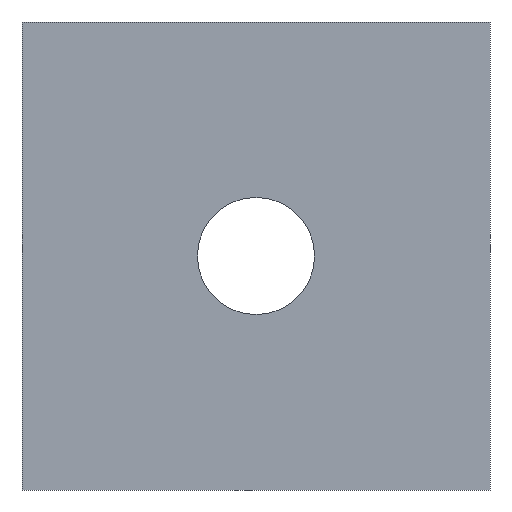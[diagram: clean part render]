
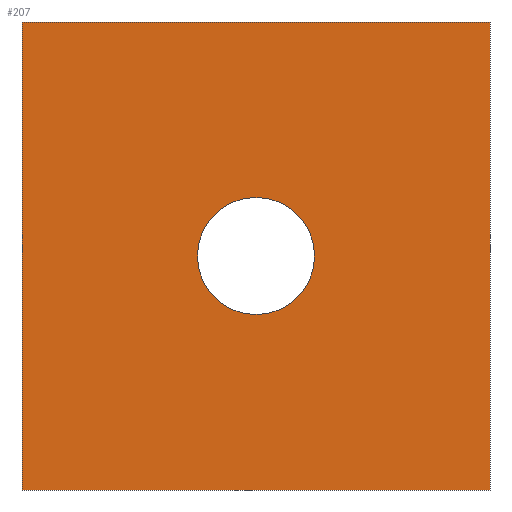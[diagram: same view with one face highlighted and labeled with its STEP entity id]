
A CAD part, front view. The second image highlights one B-rep face of the part: STEP entity #207.
In plain terms, the highlighted planar face has unit normal (0, -1, 0).
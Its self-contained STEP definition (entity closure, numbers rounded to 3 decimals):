
#1 = ORIENTED_EDGE ( 'NONE', *, *, #60, .F. ) ;
#2 = FACE_BOUND ( 'NONE', #73, .T. ) ;
#8 = CIRCLE ( 'NONE', #432, 2.5 ) ;
#10 = CARTESIAN_POINT ( 'NONE',  ( 10., -6.4, 10. ) ) ;
#13 = AXIS2_PLACEMENT_3D ( 'NONE', #93, #152, #390 ) ;
#22 = CARTESIAN_POINT ( 'NONE',  ( 0., -6.4, 2.5 ) ) ;
#27 = VECTOR ( 'NONE', #323, 1000. ) ;
#31 = EDGE_LOOP ( 'NONE', ( #104, #46, #1, #97 ) ) ;
#39 = VECTOR ( 'NONE', #383, 1000. ) ;
#40 = CIRCLE ( 'NONE', #165, 2.5 ) ;
#46 = ORIENTED_EDGE ( 'NONE', *, *, #47, .F. ) ;
#47 = EDGE_CURVE ( 'NONE', #393, #131, #303, .T. ) ;
#48 = VECTOR ( 'NONE', #381, 1000. ) ;
#60 = EDGE_CURVE ( 'NONE', #206, #393, #315, .T. ) ;
#73 = EDGE_LOOP ( 'NONE', ( #86, #379 ) ) ;
#85 = CARTESIAN_POINT ( 'NONE',  ( 0., -6.4, -2.5 ) ) ;
#86 = ORIENTED_EDGE ( 'NONE', *, *, #236, .T. ) ;
#93 = CARTESIAN_POINT ( 'NONE',  ( -10., -6.4, 10. ) ) ;
#94 = CARTESIAN_POINT ( 'NONE',  ( 0., -6.4, 0. ) ) ;
#97 = ORIENTED_EDGE ( 'NONE', *, *, #148, .T. ) ;
#104 = ORIENTED_EDGE ( 'NONE', *, *, #132, .T. ) ;
#119 = DIRECTION ( 'NONE',  ( 0., 0., -1. ) ) ;
#124 = DIRECTION ( 'NONE',  ( -1., 0., 0. ) ) ;
#131 = VERTEX_POINT ( 'NONE', #424 ) ;
#132 = EDGE_CURVE ( 'NONE', #167, #131, #159, .T. ) ;
#142 = CARTESIAN_POINT ( 'NONE',  ( -10., -6.4, 10. ) ) ;
#145 = VERTEX_POINT ( 'NONE', #22 ) ;
#148 = EDGE_CURVE ( 'NONE', #206, #167, #368, .T. ) ;
#152 = DIRECTION ( 'NONE',  ( 0., 1., 0. ) ) ;
#159 = LINE ( 'NONE', #356, #39 ) ;
#165 = AXIS2_PLACEMENT_3D ( 'NONE', #170, #414, #212 ) ;
#167 = VERTEX_POINT ( 'NONE', #357 ) ;
#170 = CARTESIAN_POINT ( 'NONE',  ( 0., -6.4, 0. ) ) ;
#183 = FACE_OUTER_BOUND ( 'NONE', #31, .T. ) ;
#200 = VECTOR ( 'NONE', #119, 1000. ) ;
#206 = VERTEX_POINT ( 'NONE', #231 ) ;
#207 = ADVANCED_FACE ( 'NONE', ( #2, #183 ), #362, .F. ) ;
#212 = DIRECTION ( 'NONE',  ( -1., 0., 0. ) ) ;
#231 = CARTESIAN_POINT ( 'NONE',  ( -10., -6.4, 10. ) ) ;
#236 = EDGE_CURVE ( 'NONE', #145, #365, #8, .T. ) ;
#296 = CARTESIAN_POINT ( 'NONE',  ( -10., -6.4, 10. ) ) ;
#303 = LINE ( 'NONE', #419, #27 ) ;
#315 = LINE ( 'NONE', #142, #48 ) ;
#323 = DIRECTION ( 'NONE',  ( 0., 0., -1. ) ) ;
#336 = DIRECTION ( 'NONE',  ( 0., 1., 0. ) ) ;
#356 = CARTESIAN_POINT ( 'NONE',  ( -10., -6.4, -10. ) ) ;
#357 = CARTESIAN_POINT ( 'NONE',  ( -10., -6.4, -10. ) ) ;
#362 = PLANE ( 'NONE',  #13 ) ;
#365 = VERTEX_POINT ( 'NONE', #85 ) ;
#368 = LINE ( 'NONE', #296, #200 ) ;
#379 = ORIENTED_EDGE ( 'NONE', *, *, #391, .T. ) ;
#381 = DIRECTION ( 'NONE',  ( 1., 0., 0. ) ) ;
#383 = DIRECTION ( 'NONE',  ( 1., 0., 0. ) ) ;
#390 = DIRECTION ( 'NONE',  ( -1., 0., 0. ) ) ;
#391 = EDGE_CURVE ( 'NONE', #365, #145, #40, .T. ) ;
#393 = VERTEX_POINT ( 'NONE', #10 ) ;
#414 = DIRECTION ( 'NONE',  ( 0., 1., 0. ) ) ;
#419 = CARTESIAN_POINT ( 'NONE',  ( 10., -6.4, 10. ) ) ;
#424 = CARTESIAN_POINT ( 'NONE',  ( 10., -6.4, -10. ) ) ;
#432 = AXIS2_PLACEMENT_3D ( 'NONE', #94, #336, #124 ) ;
